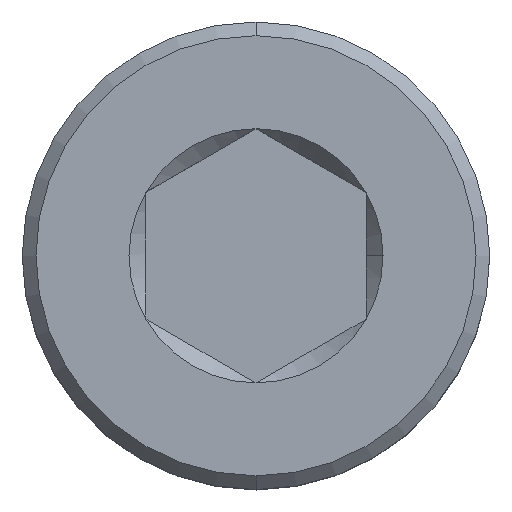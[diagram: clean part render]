
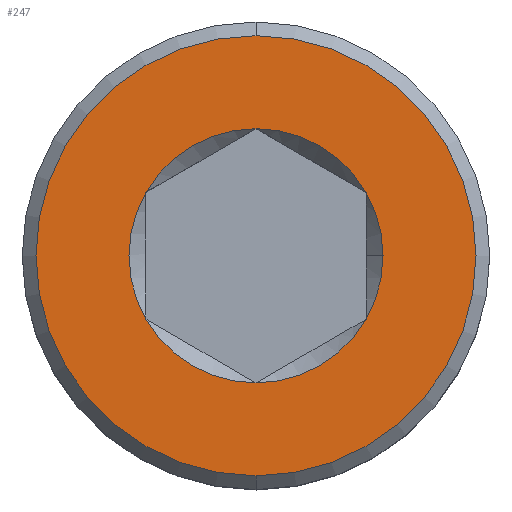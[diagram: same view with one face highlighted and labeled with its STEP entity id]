
A CAD part, top view. The second image highlights one B-rep face of the part: STEP entity #247.
In plain terms, the highlighted planar face has unit normal (0, 0, 1).
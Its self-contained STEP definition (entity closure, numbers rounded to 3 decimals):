
#24 = AXIS2_PLACEMENT_3D ( 'NONE', #2271, #5388, #6209 ) ;
#54 = ORIENTED_EDGE ( 'NONE', *, *, #2419, .F. ) ;
#93 = DIRECTION ( 'NONE',  ( 1., 0., 0. ) ) ;
#167 = CIRCLE ( 'NONE', #24, 2.309 ) ;
#240 = CARTESIAN_POINT ( 'NONE',  ( 0., 0., 20. ) ) ;
#247 = ADVANCED_FACE ( 'NONE', ( #5978, #9882 ), #1186, .T. ) ;
#440 = VERTEX_POINT ( 'NONE', #9745 ) ;
#472 = ORIENTED_EDGE ( 'NONE', *, *, #6938, .F. ) ;
#617 = DIRECTION ( 'NONE',  ( 0., 0., 1. ) ) ;
#940 = CARTESIAN_POINT ( 'NONE',  ( 0., 0., 20. ) ) ;
#1013 = AXIS2_PLACEMENT_3D ( 'NONE', #240, #5992, #2805 ) ;
#1101 = DIRECTION ( 'NONE',  ( 1., 0., 0. ) ) ;
#1135 = VERTEX_POINT ( 'NONE', #1572 ) ;
#1186 = PLANE ( 'NONE',  #6622 ) ;
#1501 = AXIS2_PLACEMENT_3D ( 'NONE', #7637, #8436, #1101 ) ;
#1572 = CARTESIAN_POINT ( 'NONE',  ( 2., -1.155, 20. ) ) ;
#1612 = ORIENTED_EDGE ( 'NONE', *, *, #9873, .F. ) ;
#1763 = CIRCLE ( 'NONE', #6044, 4. ) ;
#1878 = CARTESIAN_POINT ( 'NONE',  ( 0., 4., 20. ) ) ;
#1891 = AXIS2_PLACEMENT_3D ( 'NONE', #940, #5836, #8376 ) ;
#1917 = DIRECTION ( 'NONE',  ( 0., 0., -1. ) ) ;
#2017 = DIRECTION ( 'NONE',  ( 0., 0., 1. ) ) ;
#2077 = AXIS2_PLACEMENT_3D ( 'NONE', #9122, #5839, #93 ) ;
#2222 = CARTESIAN_POINT ( 'NONE',  ( 0., 0., 20. ) ) ;
#2271 = CARTESIAN_POINT ( 'NONE',  ( 0., 0., 20. ) ) ;
#2301 = CARTESIAN_POINT ( 'NONE',  ( 0., 0., 20. ) ) ;
#2419 = EDGE_CURVE ( 'NONE', #10349, #6319, #4181, .T. ) ;
#2500 = VERTEX_POINT ( 'NONE', #4359 ) ;
#2765 = ORIENTED_EDGE ( 'NONE', *, *, #5845, .F. ) ;
#2772 = CARTESIAN_POINT ( 'NONE',  ( -2., 1.155, 20. ) ) ;
#2805 = DIRECTION ( 'NONE',  ( 0., 1., 0. ) ) ;
#3112 = DIRECTION ( 'NONE',  ( 1., 0., 0. ) ) ;
#3150 = EDGE_CURVE ( 'NONE', #2500, #7885, #9351, .T. ) ;
#3396 = VERTEX_POINT ( 'NONE', #5311 ) ;
#3456 = AXIS2_PLACEMENT_3D ( 'NONE', #2301, #8982, #4842 ) ;
#3553 = CARTESIAN_POINT ( 'NONE',  ( 0., 0., 20. ) ) ;
#3637 = EDGE_CURVE ( 'NONE', #4410, #3396, #8499, .T. ) ;
#3658 = AXIS2_PLACEMENT_3D ( 'NONE', #2222, #617, #3112 ) ;
#3810 = DIRECTION ( 'NONE',  ( 0., 1., 0. ) ) ;
#4050 = ORIENTED_EDGE ( 'NONE', *, *, #5097, .F. ) ;
#4140 = EDGE_CURVE ( 'NONE', #3396, #440, #6025, .T. ) ;
#4181 = CIRCLE ( 'NONE', #1501, 2.309 ) ;
#4359 = CARTESIAN_POINT ( 'NONE',  ( 0., -4., 20. ) ) ;
#4410 = VERTEX_POINT ( 'NONE', #2772 ) ;
#4785 = ORIENTED_EDGE ( 'NONE', *, *, #4140, .F. ) ;
#4842 = DIRECTION ( 'NONE',  ( 1., 0., 0. ) ) ;
#5097 = EDGE_CURVE ( 'NONE', #1135, #10119, #7320, .T. ) ;
#5311 = CARTESIAN_POINT ( 'NONE',  ( -2., -1.155, 20. ) ) ;
#5368 = CIRCLE ( 'NONE', #1891, 2.309 ) ;
#5388 = DIRECTION ( 'NONE',  ( 0., 0., 1. ) ) ;
#5547 = ORIENTED_EDGE ( 'NONE', *, *, #3150, .F. ) ;
#5626 = CIRCLE ( 'NONE', #3456, 2.309 ) ;
#5674 = DIRECTION ( 'NONE',  ( 0., 0., 1. ) ) ;
#5836 = DIRECTION ( 'NONE',  ( 0., 0., 1. ) ) ;
#5839 = DIRECTION ( 'NONE',  ( 0., 0., 1. ) ) ;
#5845 = EDGE_CURVE ( 'NONE', #6319, #4410, #5626, .T. ) ;
#5978 = FACE_BOUND ( 'NONE', #8312, .T. ) ;
#5992 = DIRECTION ( 'NONE',  ( 0., 0., -1. ) ) ;
#6025 = CIRCLE ( 'NONE', #8135, 2.309 ) ;
#6044 = AXIS2_PLACEMENT_3D ( 'NONE', #8409, #1917, #3810 ) ;
#6049 = DIRECTION ( 'NONE',  ( 0., -1., 0. ) ) ;
#6209 = DIRECTION ( 'NONE',  ( 1., 0., 0. ) ) ;
#6226 = ORIENTED_EDGE ( 'NONE', *, *, #3637, .F. ) ;
#6319 = VERTEX_POINT ( 'NONE', #8575 ) ;
#6455 = ORIENTED_EDGE ( 'NONE', *, *, #9257, .F. ) ;
#6622 = AXIS2_PLACEMENT_3D ( 'NONE', #3553, #2017, #6049 ) ;
#6938 = EDGE_CURVE ( 'NONE', #440, #1135, #5368, .T. ) ;
#7320 = CIRCLE ( 'NONE', #3658, 2.309 ) ;
#7637 = CARTESIAN_POINT ( 'NONE',  ( 0., 0., 20. ) ) ;
#7719 = CARTESIAN_POINT ( 'NONE',  ( 2., 1.155, 20. ) ) ;
#7885 = VERTEX_POINT ( 'NONE', #1878 ) ;
#8135 = AXIS2_PLACEMENT_3D ( 'NONE', #9928, #5674, #10638 ) ;
#8312 = EDGE_LOOP ( 'NONE', ( #472, #4785, #6226, #2765, #54, #1612, #4050 ) ) ;
#8376 = DIRECTION ( 'NONE',  ( 1., 0., 0. ) ) ;
#8395 = EDGE_LOOP ( 'NONE', ( #6455, #5547 ) ) ;
#8409 = CARTESIAN_POINT ( 'NONE',  ( 0., 0., 20. ) ) ;
#8436 = DIRECTION ( 'NONE',  ( 0., 0., 1. ) ) ;
#8499 = CIRCLE ( 'NONE', #2077, 2.309 ) ;
#8575 = CARTESIAN_POINT ( 'NONE',  ( 0., 2.309, 20. ) ) ;
#8982 = DIRECTION ( 'NONE',  ( 0., 0., 1. ) ) ;
#9122 = CARTESIAN_POINT ( 'NONE',  ( 0., 0., 20. ) ) ;
#9257 = EDGE_CURVE ( 'NONE', #7885, #2500, #1763, .T. ) ;
#9351 = CIRCLE ( 'NONE', #1013, 4. ) ;
#9745 = CARTESIAN_POINT ( 'NONE',  ( 0., -2.309, 20. ) ) ;
#9873 = EDGE_CURVE ( 'NONE', #10119, #10349, #167, .T. ) ;
#9882 = FACE_OUTER_BOUND ( 'NONE', #8395, .T. ) ;
#9928 = CARTESIAN_POINT ( 'NONE',  ( 0., 0., 20. ) ) ;
#10119 = VERTEX_POINT ( 'NONE', #10148 ) ;
#10148 = CARTESIAN_POINT ( 'NONE',  ( 2.309, 0., 20. ) ) ;
#10349 = VERTEX_POINT ( 'NONE', #7719 ) ;
#10638 = DIRECTION ( 'NONE',  ( 1., 0., 0. ) ) ;
